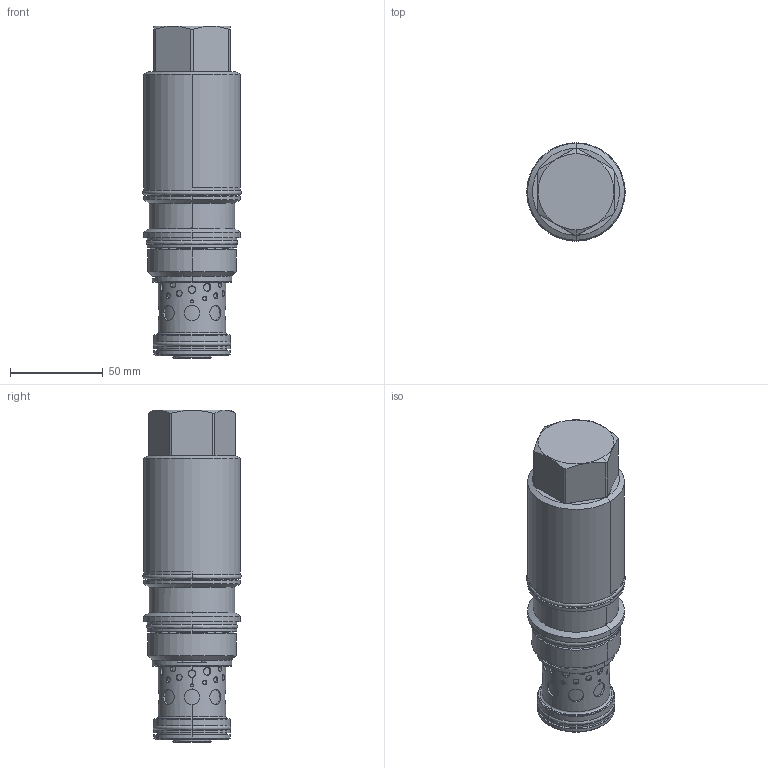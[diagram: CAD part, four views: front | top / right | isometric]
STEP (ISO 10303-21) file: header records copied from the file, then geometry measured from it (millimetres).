
FILE_DESCRIPTION((''),'2;1');
FILE_NAME('MBIGXMN_SW','2024-02-29T10:37:53',('SigMax'),(''),'CREO PARAMETRIC BY PTC INC, 2021072','CREO PARAMETRIC BY PTC INC, 2021072','');
FILE_SCHEMA(('AUTOMOTIVE_DESIGN { 1 0 10303 214 1 1 1 1 }'));
Length unit declared in the file: inch
Products named in the file (1): MBIGXMN_SW
Bounding box: 53.06 x 53.05 x 179.09 mm (x, y, z)
Volume: 298545 mm3; surface area: 50346.7 mm2
Topology: 4 solids, 6 shells, 326 faces, 732 edges, 452 vertices
Faces by surface type: cylinder 202, cone 50, plane 37, torus 27, revolution 10
Entity records: 14574 total; most frequent: CARTESIAN_POINT 5042, ORIENTED_EDGE 1464, DIRECTION 1438, EDGE_CURVE 732, AXIS2_PLACEMENT_3D 596, VERTEX_POINT 452, EDGE_LOOP 380, PRESENTATION_STYLE_ASSIGNMENT 336
